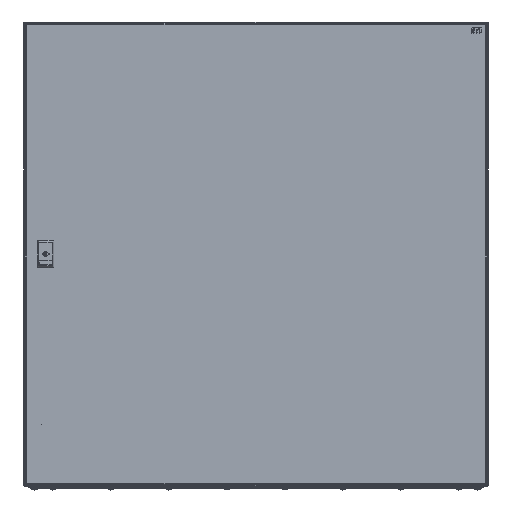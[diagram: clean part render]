
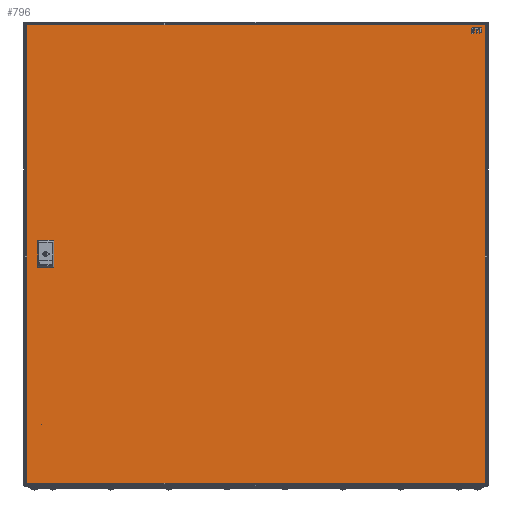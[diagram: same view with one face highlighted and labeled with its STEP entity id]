
A CAD part, front view. The second image highlights one B-rep face of the part: STEP entity #796.
In plain terms, the highlighted face is planar.
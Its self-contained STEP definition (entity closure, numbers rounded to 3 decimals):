
#146=DIRECTION('',(-1.,0.,0.));
#147=VECTOR('',#146,50.);
#148=CARTESIAN_POINT('',(25.,-465.5,0.));
#149=LINE('',#148,#147);
#154=DIRECTION('',(0.,1.,0.));
#155=VECTOR('',#154,25.);
#156=CARTESIAN_POINT('',(-25.,-465.5,0.));
#157=LINE('',#156,#155);
#161=DIRECTION('',(1.,0.,0.));
#162=VECTOR('',#161,50.);
#163=CARTESIAN_POINT('',(-25.,-440.5,0.));
#164=LINE('',#163,#162);
#168=DIRECTION('',(0.,-1.,0.));
#169=VECTOR('',#168,25.);
#170=CARTESIAN_POINT('',(25.,-440.5,0.));
#171=LINE('',#170,#169);
#175=DIRECTION('',(0.,1.,0.));
#176=VECTOR('',#175,988.4);
#177=CARTESIAN_POINT('',(-494.5,-494.2,0.));
#178=LINE('',#177,#176);
#220=DIRECTION('',(1.,0.,0.));
#221=VECTOR('',#220,989.);
#222=CARTESIAN_POINT('',(-494.5,494.2,0.));
#223=LINE('',#222,#221);
#360=DIRECTION('',(0.,-1.,0.));
#361=VECTOR('',#360,988.4);
#362=CARTESIAN_POINT('',(494.5,494.2,0.));
#363=LINE('',#362,#361);
#398=DIRECTION('',(-1.,0.,0.));
#399=VECTOR('',#398,989.);
#400=CARTESIAN_POINT('',(494.5,-494.2,0.));
#401=LINE('',#400,#399);
#685=CARTESIAN_POINT('',(-494.5,-494.2,0.));
#686=CARTESIAN_POINT('',(-494.5,494.2,0.));
#687=VERTEX_POINT('',#685);
#688=VERTEX_POINT('',#686);
#689=CARTESIAN_POINT('',(494.5,-494.2,0.));
#690=VERTEX_POINT('',#689);
#691=CARTESIAN_POINT('',(494.5,494.2,0.));
#692=VERTEX_POINT('',#691);
#693=CARTESIAN_POINT('',(25.,-465.5,0.));
#694=CARTESIAN_POINT('',(-25.,-465.5,0.));
#695=VERTEX_POINT('',#693);
#696=VERTEX_POINT('',#694);
#697=CARTESIAN_POINT('',(-25.,-440.5,0.));
#698=VERTEX_POINT('',#697);
#699=CARTESIAN_POINT('',(25.,-440.5,0.));
#700=VERTEX_POINT('',#699);
#771=CARTESIAN_POINT('',(0.,0.,0.));
#772=DIRECTION('',(0.,0.,-1.));
#773=DIRECTION('',(-1.,0.,0.));
#774=AXIS2_PLACEMENT_3D('',#771,#772,#773);
#775=PLANE('',#774);
#777=ORIENTED_EDGE('',*,*,#776,.F.);
#779=ORIENTED_EDGE('',*,*,#778,.F.);
#781=ORIENTED_EDGE('',*,*,#780,.F.);
#783=ORIENTED_EDGE('',*,*,#782,.F.);
#784=EDGE_LOOP('',(#777,#779,#781,#783));
#785=FACE_OUTER_BOUND('',#784,.F.);
#787=ORIENTED_EDGE('',*,*,#786,.T.);
#789=ORIENTED_EDGE('',*,*,#788,.T.);
#791=ORIENTED_EDGE('',*,*,#790,.T.);
#793=ORIENTED_EDGE('',*,*,#792,.T.);
#794=EDGE_LOOP('',(#787,#789,#791,#793));
#795=FACE_BOUND('',#794,.F.);
#776=EDGE_CURVE('',#687,#688,#178,.T.);
#778=EDGE_CURVE('',#690,#687,#401,.T.);
#780=EDGE_CURVE('',#692,#690,#363,.T.);
#782=EDGE_CURVE('',#688,#692,#223,.T.);
#786=EDGE_CURVE('',#695,#696,#149,.T.);
#788=EDGE_CURVE('',#696,#698,#157,.T.);
#790=EDGE_CURVE('',#698,#700,#164,.T.);
#792=EDGE_CURVE('',#700,#695,#171,.T.);
#796=ADVANCED_FACE('',(#785,#795),#775,.T.);
